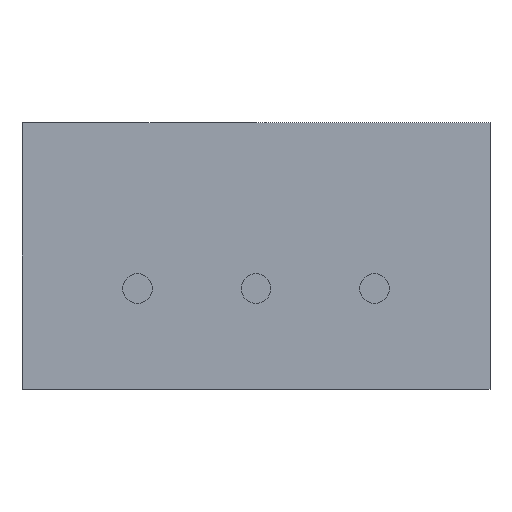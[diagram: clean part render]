
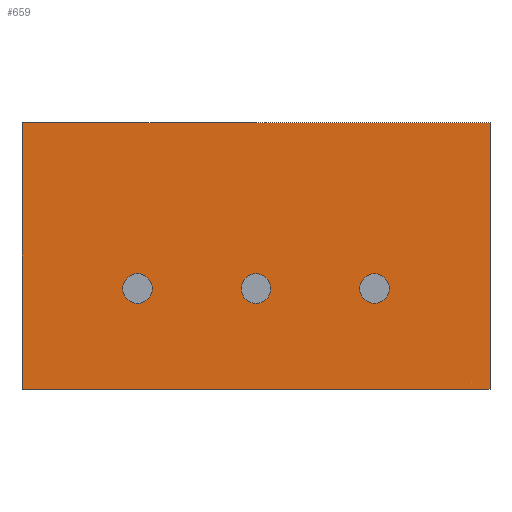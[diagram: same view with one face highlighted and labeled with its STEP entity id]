
A CAD part, front view. The second image highlights one B-rep face of the part: STEP entity #659.
In plain terms, the highlighted planar face has unit normal (0, -1, 0).
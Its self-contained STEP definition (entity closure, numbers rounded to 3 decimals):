
#26 = VERTEX_POINT ( 'NONE', #287 ) ;
#64 = CARTESIAN_POINT ( 'NONE',  ( -3.95, 0., 2.8 ) ) ;
#73 = LINE ( 'NONE', #786, #1001 ) ;
#77 = DIRECTION ( 'NONE',  ( 1., 0., 0. ) ) ;
#88 = EDGE_CURVE ( 'NONE', #26, #1192, #1344, .T. ) ;
#91 = AXIS2_PLACEMENT_3D ( 'NONE', #1554, #565, #803 ) ;
#97 = CARTESIAN_POINT ( 'NONE',  ( 2., 0., -0.25 ) ) ;
#112 = VECTOR ( 'NONE', #502, 1000. ) ;
#122 = CIRCLE ( 'NONE', #243, 0.25 ) ;
#149 = DIRECTION ( 'NONE',  ( 0., 1., 0. ) ) ;
#187 = EDGE_CURVE ( 'NONE', #622, #1313, #942, .T. ) ;
#197 = CARTESIAN_POINT ( 'NONE',  ( 0., 0., -0.25 ) ) ;
#199 = DIRECTION ( 'NONE',  ( 0., 0., -1. ) ) ;
#208 = ORIENTED_EDGE ( 'NONE', *, *, #1290, .F. ) ;
#215 = AXIS2_PLACEMENT_3D ( 'NONE', #1121, #149, #1012 ) ;
#243 = AXIS2_PLACEMENT_3D ( 'NONE', #513, #1223, #1237 ) ;
#250 = CARTESIAN_POINT ( 'NONE',  ( 3.95, 0., 2.8 ) ) ;
#257 = CARTESIAN_POINT ( 'NONE',  ( -3.95, 0., -1.7 ) ) ;
#280 = EDGE_LOOP ( 'NONE', ( #208, #682, #411, #940 ) ) ;
#287 = CARTESIAN_POINT ( 'NONE',  ( 0., 0., 0.25 ) ) ;
#298 = EDGE_CURVE ( 'NONE', #1192, #26, #122, .T. ) ;
#302 = AXIS2_PLACEMENT_3D ( 'NONE', #550, #562, #320 ) ;
#314 = VERTEX_POINT ( 'NONE', #994 ) ;
#320 = DIRECTION ( 'NONE',  ( 0., 0., -1. ) ) ;
#334 = EDGE_CURVE ( 'NONE', #314, #1368, #419, .T. ) ;
#369 = EDGE_LOOP ( 'NONE', ( #1324, #486 ) ) ;
#371 = CARTESIAN_POINT ( 'NONE',  ( 3.95, 0., -1.7 ) ) ;
#401 = CIRCLE ( 'NONE', #1477, 0.25 ) ;
#411 = ORIENTED_EDGE ( 'NONE', *, *, #459, .T. ) ;
#419 = LINE ( 'NONE', #371, #761 ) ;
#431 = LINE ( 'NONE', #257, #112 ) ;
#444 = EDGE_LOOP ( 'NONE', ( #925, #676 ) ) ;
#459 = EDGE_CURVE ( 'NONE', #1502, #314, #73, .T. ) ;
#475 = DIRECTION ( 'NONE',  ( 0., 1., 0. ) ) ;
#486 = ORIENTED_EDGE ( 'NONE', *, *, #298, .T. ) ;
#502 = DIRECTION ( 'NONE',  ( 0., 0., 1. ) ) ;
#512 = VERTEX_POINT ( 'NONE', #901 ) ;
#513 = CARTESIAN_POINT ( 'NONE',  ( 0., 0., 0. ) ) ;
#550 = CARTESIAN_POINT ( 'NONE',  ( 2., 0., 0. ) ) ;
#558 = CIRCLE ( 'NONE', #215, 0.25 ) ;
#562 = DIRECTION ( 'NONE',  ( 0., 1., 0. ) ) ;
#565 = DIRECTION ( 'NONE',  ( 0., 1., 0. ) ) ;
#589 = AXIS2_PLACEMENT_3D ( 'NONE', #714, #475, #1196 ) ;
#602 = ORIENTED_EDGE ( 'NONE', *, *, #634, .T. ) ;
#622 = VERTEX_POINT ( 'NONE', #1160 ) ;
#634 = EDGE_CURVE ( 'NONE', #1313, #622, #1372, .T. ) ;
#643 = VERTEX_POINT ( 'NONE', #64 ) ;
#654 = CARTESIAN_POINT ( 'NONE',  ( -3.95, 0., -1.7 ) ) ;
#659 = ADVANCED_FACE ( 'NONE', ( #750, #1239, #823, #974 ), #1275, .T. ) ;
#676 = ORIENTED_EDGE ( 'NONE', *, *, #1533, .T. ) ;
#682 = ORIENTED_EDGE ( 'NONE', *, *, #939, .F. ) ;
#714 = CARTESIAN_POINT ( 'NONE',  ( 2., 0., 0. ) ) ;
#750 = FACE_BOUND ( 'NONE', #444, .T. ) ;
#758 = LINE ( 'NONE', #1557, #1185 ) ;
#761 = VECTOR ( 'NONE', #1345, 1000. ) ;
#786 = CARTESIAN_POINT ( 'NONE',  ( -3.95, 0., -1.7 ) ) ;
#803 = DIRECTION ( 'NONE',  ( 0., 0., -1. ) ) ;
#823 = FACE_BOUND ( 'NONE', #369, .T. ) ;
#901 = CARTESIAN_POINT ( 'NONE',  ( -2., 0., 0.25 ) ) ;
#925 = ORIENTED_EDGE ( 'NONE', *, *, #1370, .T. ) ;
#939 = EDGE_CURVE ( 'NONE', #1502, #643, #431, .T. ) ;
#940 = ORIENTED_EDGE ( 'NONE', *, *, #334, .T. ) ;
#942 = CIRCLE ( 'NONE', #589, 0.25 ) ;
#967 = AXIS2_PLACEMENT_3D ( 'NONE', #1417, #1152, #199 ) ;
#974 = FACE_OUTER_BOUND ( 'NONE', #280, .T. ) ;
#975 = DIRECTION ( 'NONE',  ( 0., 1., 0. ) ) ;
#994 = CARTESIAN_POINT ( 'NONE',  ( 3.95, 0., -1.7 ) ) ;
#1001 = VECTOR ( 'NONE', #1259, 1000. ) ;
#1012 = DIRECTION ( 'NONE',  ( 0., 0., -1. ) ) ;
#1093 = VERTEX_POINT ( 'NONE', #1552 ) ;
#1121 = CARTESIAN_POINT ( 'NONE',  ( -2., 0., 0. ) ) ;
#1152 = DIRECTION ( 'NONE',  ( 0., -1., 0. ) ) ;
#1160 = CARTESIAN_POINT ( 'NONE',  ( 2., 0., 0.25 ) ) ;
#1185 = VECTOR ( 'NONE', #77, 1000. ) ;
#1192 = VERTEX_POINT ( 'NONE', #197 ) ;
#1196 = DIRECTION ( 'NONE',  ( 0., 0., -1. ) ) ;
#1203 = DIRECTION ( 'NONE',  ( 0., 0., -1. ) ) ;
#1223 = DIRECTION ( 'NONE',  ( 0., 1., 0. ) ) ;
#1237 = DIRECTION ( 'NONE',  ( 0., 0., -1. ) ) ;
#1239 = FACE_BOUND ( 'NONE', #1367, .T. ) ;
#1259 = DIRECTION ( 'NONE',  ( 1., 0., 0. ) ) ;
#1275 = PLANE ( 'NONE',  #967 ) ;
#1290 = EDGE_CURVE ( 'NONE', #643, #1368, #758, .T. ) ;
#1313 = VERTEX_POINT ( 'NONE', #97 ) ;
#1324 = ORIENTED_EDGE ( 'NONE', *, *, #88, .T. ) ;
#1336 = CARTESIAN_POINT ( 'NONE',  ( -2., 0., 0. ) ) ;
#1344 = CIRCLE ( 'NONE', #91, 0.25 ) ;
#1345 = DIRECTION ( 'NONE',  ( 0., 0., 1. ) ) ;
#1367 = EDGE_LOOP ( 'NONE', ( #1408, #602 ) ) ;
#1368 = VERTEX_POINT ( 'NONE', #250 ) ;
#1370 = EDGE_CURVE ( 'NONE', #512, #1093, #401, .T. ) ;
#1372 = CIRCLE ( 'NONE', #302, 0.25 ) ;
#1408 = ORIENTED_EDGE ( 'NONE', *, *, #187, .T. ) ;
#1417 = CARTESIAN_POINT ( 'NONE',  ( 0., 0., 0. ) ) ;
#1477 = AXIS2_PLACEMENT_3D ( 'NONE', #1336, #975, #1203 ) ;
#1502 = VERTEX_POINT ( 'NONE', #654 ) ;
#1533 = EDGE_CURVE ( 'NONE', #1093, #512, #558, .T. ) ;
#1552 = CARTESIAN_POINT ( 'NONE',  ( -2., 0., -0.25 ) ) ;
#1554 = CARTESIAN_POINT ( 'NONE',  ( 0., 0., 0. ) ) ;
#1557 = CARTESIAN_POINT ( 'NONE',  ( -3.95, 0., 2.8 ) ) ;
